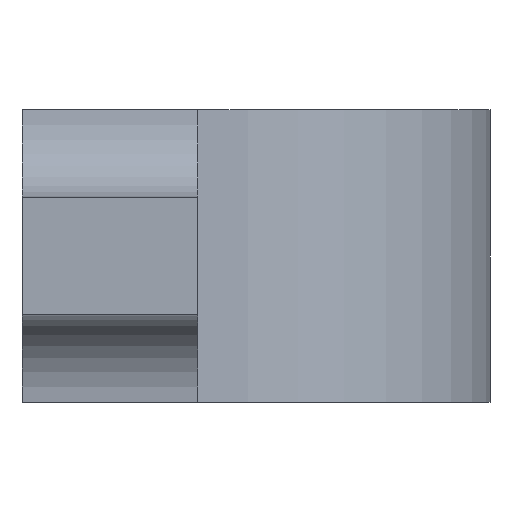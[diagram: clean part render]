
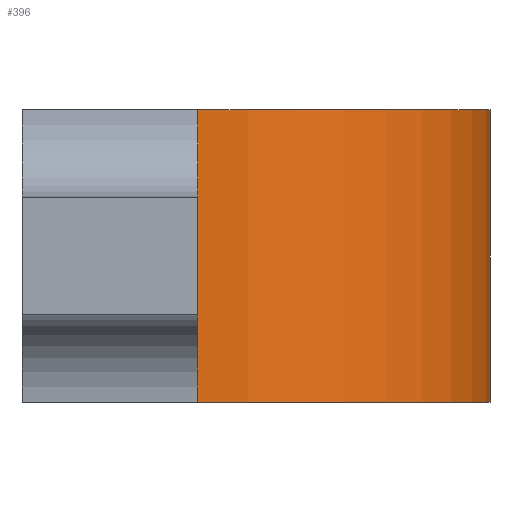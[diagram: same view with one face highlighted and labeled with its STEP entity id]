
A CAD part, left-side view. The second image highlights one B-rep face of the part: STEP entity #396.
In plain terms, the highlighted cylindrical face has radius 1 mm (diameter 2 mm), a partial arc.
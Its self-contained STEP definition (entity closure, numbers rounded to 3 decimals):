
#15=CYLINDRICAL_SURFACE($,#428,1.);
#20=CIRCLE($,#427,1.);
#21=CIRCLE($,#429,1.);
#43=FACE_OUTER_BOUND($,#67,.T.);
#67=EDGE_LOOP($,(#291,#292,#293,#294));
#96=LINE($,#599,#140);
#98=LINE($,#602,#142);
#140=VECTOR($,#482,1.);
#142=VECTOR($,#484,1.);
#179=VERTEX_POINT($,#595);
#180=VERTEX_POINT($,#596);
#181=VERTEX_POINT($,#598);
#182=VERTEX_POINT($,#600);
#220=EDGE_CURVE($,#181,#179,#96,.T.);
#222=EDGE_CURVE($,#180,#182,#98,.T.);
#223=EDGE_CURVE($,#180,#179,#20,.T.);
#224=EDGE_CURVE($,#181,#182,#21,.T.);
#291=ORIENTED_EDGE($,*,*,#220,.T.);
#292=ORIENTED_EDGE($,*,*,#223,.F.);
#293=ORIENTED_EDGE($,*,*,#222,.T.);
#294=ORIENTED_EDGE($,*,*,#224,.F.);
#396=ADVANCED_FACE($,(#43),#15,.T.);
#427=AXIS2_PLACEMENT_3D($,#604,#487,#488);
#428=AXIS2_PLACEMENT_3D($,#605,#489,#490);
#429=AXIS2_PLACEMENT_3D($,#606,#491,#492);
#482=DIRECTION($,(0.,0.,1.));
#484=DIRECTION($,(0.,0.,-1.));
#487=DIRECTION('center_axis',(0.,0.,1.));
#488=DIRECTION('ref_axis',(-1.,0.,0.));
#489=DIRECTION('center_axis',(0.,0.,-1.));
#490=DIRECTION('ref_axis',(-1.,0.,0.));
#491=DIRECTION('center_axis',(0.,0.,-1.));
#492=DIRECTION('ref_axis',(-1.,0.,0.));
#595=CARTESIAN_POINT('',(1.,-0.3,1.));
#596=CARTESIAN_POINT('',(-1.,-0.3,1.));
#598=CARTESIAN_POINT('',(1.,-0.3,0.));
#599=CARTESIAN_POINT($,(1.,-0.3,0.));
#600=CARTESIAN_POINT('',(-1.,-0.3,0.));
#602=CARTESIAN_POINT($,(-1.,-0.3,1.));
#604=CARTESIAN_POINT('Origin',(0.,-0.3,1.));
#605=CARTESIAN_POINT('Origin',(0.,-0.3,0.5));
#606=CARTESIAN_POINT('Origin',(0.,-0.3,0.));
